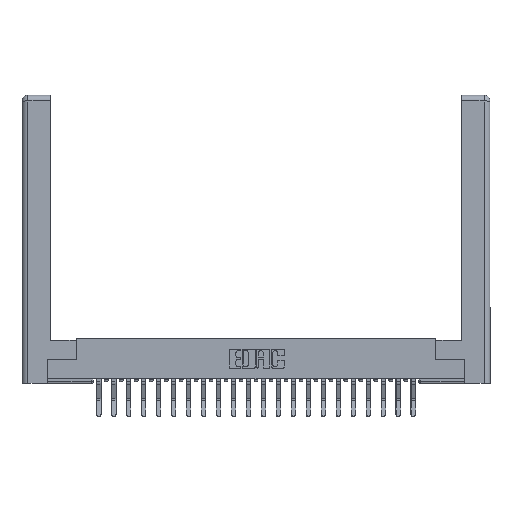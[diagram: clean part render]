
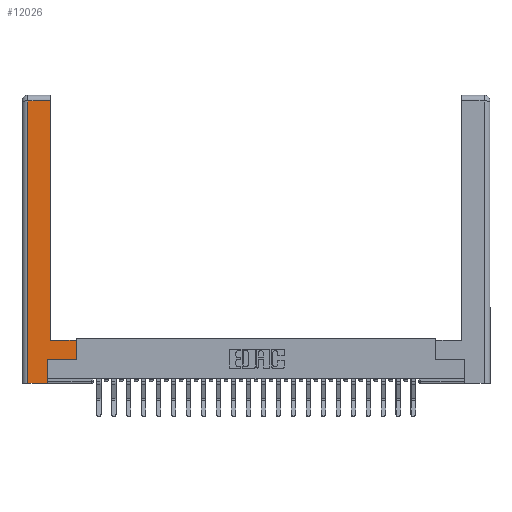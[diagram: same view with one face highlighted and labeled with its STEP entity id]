
A CAD part, top view. The second image highlights one B-rep face of the part: STEP entity #12026.
In plain terms, the highlighted planar face has unit normal (0, 0, 1).
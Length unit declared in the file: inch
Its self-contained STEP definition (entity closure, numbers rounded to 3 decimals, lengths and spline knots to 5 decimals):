
#64 = DIRECTION ( 'NONE',  ( 1., 0., 0. ) ) ;
#66 = VECTOR ( 'NONE', #556, 39.37008 ) ;
#556 = DIRECTION ( 'NONE',  ( -1., 0., 0. ) ) ;
#919 = VERTEX_POINT ( 'NONE', #8552 ) ;
#1125 = DIRECTION ( 'NONE',  ( -1., 0., 0. ) ) ;
#1136 = EDGE_CURVE ( 'NONE', #14063, #15934, #22731, .T. ) ;
#1208 = DIRECTION ( 'NONE',  ( -1., 0., 0. ) ) ;
#1388 = DIRECTION ( 'NONE',  ( 0., 0., -1. ) ) ;
#1926 = LINE ( 'NONE', #17241, #17825 ) ;
#2317 = CARTESIAN_POINT ( 'NONE',  ( 0.295, 0.45, 0. ) ) ;
#2454 = VECTOR ( 'NONE', #7704, 39.37008 ) ;
#4071 = CARTESIAN_POINT ( 'NONE',  ( 0.265, 0., 0. ) ) ;
#4081 = CARTESIAN_POINT ( 'NONE',  ( 0.295, 0.45, 0. ) ) ;
#4138 = ORIENTED_EDGE ( 'NONE', *, *, #1136, .T. ) ;
#4672 = EDGE_CURVE ( 'NONE', #18080, #919, #6494, .T. ) ;
#4814 = CARTESIAN_POINT ( 'NONE',  ( 0.265, 0.245, 0. ) ) ;
#5018 = PLANE ( 'NONE',  #18288 ) ;
#5460 = ORIENTED_EDGE ( 'NONE', *, *, #22963, .T. ) ;
#5842 = ORIENTED_EDGE ( 'NONE', *, *, #23114, .T. ) ;
#6494 = LINE ( 'NONE', #20292, #19957 ) ;
#6718 = ORIENTED_EDGE ( 'NONE', *, *, #9234, .T. ) ;
#6746 = VERTEX_POINT ( 'NONE', #4071 ) ;
#6857 = VERTEX_POINT ( 'NONE', #4814 ) ;
#7089 = ORIENTED_EDGE ( 'NONE', *, *, #19445, .T. ) ;
#7704 = DIRECTION ( 'NONE',  ( 0., -1., 0. ) ) ;
#7953 = LINE ( 'NONE', #2317, #66 ) ;
#8186 = FACE_OUTER_BOUND ( 'NONE', #23588, .T. ) ;
#8552 = CARTESIAN_POINT ( 'NONE',  ( 0.295, 2.94, 0. ) ) ;
#9234 = EDGE_CURVE ( 'NONE', #919, #21665, #20027, .T. ) ;
#9393 = VECTOR ( 'NONE', #16831, 39.37008 ) ;
#11541 = VERTEX_POINT ( 'NONE', #14121 ) ;
#12026 = ADVANCED_FACE ( 'NONE', ( #8186 ), #5018, .F. ) ;
#13120 = LINE ( 'NONE', #18501, #14628 ) ;
#13632 = CARTESIAN_POINT ( 'NONE',  ( 0.0615, 0., 0. ) ) ;
#13672 = CARTESIAN_POINT ( 'NONE',  ( 0.565, 0.45, 0. ) ) ;
#14063 = VERTEX_POINT ( 'NONE', #18834 ) ;
#14121 = CARTESIAN_POINT ( 'NONE',  ( 0.0615, 0., 0. ) ) ;
#14436 = CARTESIAN_POINT ( 'NONE',  ( 0., 0., 0. ) ) ;
#14628 = VECTOR ( 'NONE', #22762, 39.37008 ) ;
#14701 = CARTESIAN_POINT ( 'NONE',  ( 0.565, 0.45, 0. ) ) ;
#15051 = ORIENTED_EDGE ( 'NONE', *, *, #18021, .T. ) ;
#15934 = VERTEX_POINT ( 'NONE', #13672 ) ;
#16354 = DIRECTION ( 'NONE',  ( 0., 1., 0. ) ) ;
#16505 = CARTESIAN_POINT ( 'NONE',  ( 0.0615, 2.94, 0. ) ) ;
#16831 = DIRECTION ( 'NONE',  ( 0., 1., 0. ) ) ;
#17241 = CARTESIAN_POINT ( 'NONE',  ( 0.565, 0.245, 0. ) ) ;
#17825 = VECTOR ( 'NONE', #64, 39.37008 ) ;
#17864 = CARTESIAN_POINT ( 'NONE',  ( 0.265, 0.245, 0. ) ) ;
#18021 = EDGE_CURVE ( 'NONE', #15934, #18080, #7953, .T. ) ;
#18080 = VERTEX_POINT ( 'NONE', #4081 ) ;
#18288 = AXIS2_PLACEMENT_3D ( 'NONE', #14436, #1388, #1125 ) ;
#18501 = CARTESIAN_POINT ( 'NONE',  ( 0.265, 0., 0. ) ) ;
#18834 = CARTESIAN_POINT ( 'NONE',  ( 0.565, 0.245, 0. ) ) ;
#19445 = EDGE_CURVE ( 'NONE', #21665, #11541, #23391, .T. ) ;
#19557 = EDGE_CURVE ( 'NONE', #6746, #6857, #22244, .T. ) ;
#19756 = ORIENTED_EDGE ( 'NONE', *, *, #4672, .T. ) ;
#19957 = VECTOR ( 'NONE', #21686, 39.37008 ) ;
#20027 = LINE ( 'NONE', #16505, #24018 ) ;
#20267 = ORIENTED_EDGE ( 'NONE', *, *, #19557, .T. ) ;
#20292 = CARTESIAN_POINT ( 'NONE',  ( 0.295, 3., 0. ) ) ;
#21665 = VERTEX_POINT ( 'NONE', #22972 ) ;
#21686 = DIRECTION ( 'NONE',  ( 0., 1., 0. ) ) ;
#22244 = LINE ( 'NONE', #17864, #23294 ) ;
#22731 = LINE ( 'NONE', #14701, #9393 ) ;
#22762 = DIRECTION ( 'NONE',  ( 1., 0., 0. ) ) ;
#22963 = EDGE_CURVE ( 'NONE', #11541, #6746, #13120, .T. ) ;
#22972 = CARTESIAN_POINT ( 'NONE',  ( 0.0615, 2.94, 0. ) ) ;
#23114 = EDGE_CURVE ( 'NONE', #6857, #14063, #1926, .T. ) ;
#23294 = VECTOR ( 'NONE', #16354, 39.37008 ) ;
#23391 = LINE ( 'NONE', #13632, #2454 ) ;
#23588 = EDGE_LOOP ( 'NONE', ( #19756, #6718, #7089, #5460, #20267, #5842, #4138, #15051 ) ) ;
#24018 = VECTOR ( 'NONE', #1208, 39.37008 ) ;
